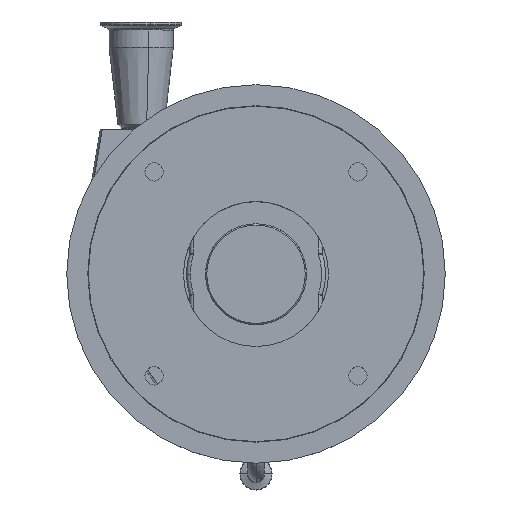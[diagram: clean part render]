
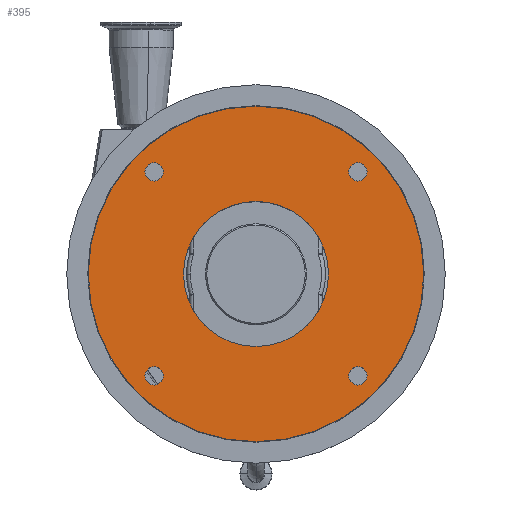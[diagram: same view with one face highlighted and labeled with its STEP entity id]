
A CAD part, top view. The second image highlights one B-rep face of the part: STEP entity #395.
In plain terms, the highlighted planar face has unit normal (0, 0, 1).
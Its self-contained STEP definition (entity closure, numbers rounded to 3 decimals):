
#4 = DIRECTION ( 'NONE',  ( 0., 0., 1. ) ) ;
#57 = AXIS2_PLACEMENT_3D ( 'NONE', #11848, #8791, #3600 ) ;
#110 = AXIS2_PLACEMENT_3D ( 'NONE', #12541, #9281, #7308 ) ;
#148 = ORIENTED_EDGE ( 'NONE', *, *, #7849, .F. ) ;
#211 = EDGE_LOOP ( 'NONE', ( #1397, #3250 ) ) ;
#328 = DIRECTION ( 'NONE',  ( 0., 0., 1. ) ) ;
#395 = ADVANCED_FACE ( 'NONE', ( #5103, #2965, #9262, #7152, #8515, #5360 ), #7427, .T. ) ;
#458 = AXIS2_PLACEMENT_3D ( 'NONE', #1302, #5474, #10589 ) ;
#504 = CIRCLE ( 'NONE', #12916, 7.25 ) ;
#787 = CIRCLE ( 'NONE', #3888, 7.25 ) ;
#830 = ORIENTED_EDGE ( 'NONE', *, *, #6308, .T. ) ;
#947 = AXIS2_PLACEMENT_3D ( 'NONE', #1301, #3497, #10721 ) ;
#962 = DIRECTION ( 'NONE',  ( 0., 0., 1. ) ) ;
#992 = DIRECTION ( 'NONE',  ( 0., 0., 1. ) ) ;
#1035 = CARTESIAN_POINT ( 'NONE',  ( -88.072, 80.822, -9. ) ) ;
#1037 = AXIS2_PLACEMENT_3D ( 'NONE', #4747, #8912, #11010 ) ;
#1118 = EDGE_LOOP ( 'NONE', ( #148, #10470 ) ) ;
#1301 = CARTESIAN_POINT ( 'NONE',  ( -80.822, -80.822, -9. ) ) ;
#1302 = CARTESIAN_POINT ( 'NONE',  ( 80.822, 80.822, -9. ) ) ;
#1397 = ORIENTED_EDGE ( 'NONE', *, *, #12974, .F. ) ;
#1449 = VERTEX_POINT ( 'NONE', #7348 ) ;
#1470 = EDGE_CURVE ( 'NONE', #1449, #10958, #787, .T. ) ;
#1498 = CARTESIAN_POINT ( 'NONE',  ( 80.822, 80.822, -9. ) ) ;
#1587 = EDGE_CURVE ( 'NONE', #8237, #5373, #4954, .T. ) ;
#1646 = DIRECTION ( 'NONE',  ( 1., 0., 0. ) ) ;
#2190 = CIRCLE ( 'NONE', #458, 7.25 ) ;
#2296 = EDGE_CURVE ( 'NONE', #10958, #1449, #6067, .T. ) ;
#2584 = ORIENTED_EDGE ( 'NONE', *, *, #8474, .F. ) ;
#2765 = AXIS2_PLACEMENT_3D ( 'NONE', #8381, #4, #3181 ) ;
#2864 = EDGE_LOOP ( 'NONE', ( #830, #11243 ) ) ;
#2965 = FACE_BOUND ( 'NONE', #9428, .T. ) ;
#3043 = CARTESIAN_POINT ( 'NONE',  ( -132.95, 0., -9. ) ) ;
#3074 = VERTEX_POINT ( 'NONE', #5126 ) ;
#3144 = EDGE_LOOP ( 'NONE', ( #7382, #8492 ) ) ;
#3181 = DIRECTION ( 'NONE',  ( 1., 0., 0. ) ) ;
#3250 = ORIENTED_EDGE ( 'NONE', *, *, #7586, .F. ) ;
#3286 = CARTESIAN_POINT ( 'NONE',  ( 73.572, 80.822, -9. ) ) ;
#3497 = DIRECTION ( 'NONE',  ( 0., 0., 1. ) ) ;
#3522 = ORIENTED_EDGE ( 'NONE', *, *, #2296, .F. ) ;
#3600 = DIRECTION ( 'NONE',  ( 1., 0., 0. ) ) ;
#3670 = CARTESIAN_POINT ( 'NONE',  ( 57.5, 0., -9. ) ) ;
#3846 = CARTESIAN_POINT ( 'NONE',  ( -80.822, -80.822, -9. ) ) ;
#3888 = AXIS2_PLACEMENT_3D ( 'NONE', #12313, #992, #5296 ) ;
#3946 = VERTEX_POINT ( 'NONE', #9654 ) ;
#4069 = EDGE_CURVE ( 'NONE', #6394, #8441, #8288, .T. ) ;
#4146 = AXIS2_PLACEMENT_3D ( 'NONE', #5194, #962, #1646 ) ;
#4201 = VERTEX_POINT ( 'NONE', #3286 ) ;
#4747 = CARTESIAN_POINT ( 'NONE',  ( -80.822, 80.822, -9. ) ) ;
#4954 = CIRCLE ( 'NONE', #8658, 132.95 ) ;
#5090 = CIRCLE ( 'NONE', #7060, 7.25 ) ;
#5103 = FACE_OUTER_BOUND ( 'NONE', #2864, .T. ) ;
#5126 = CARTESIAN_POINT ( 'NONE',  ( -88.072, -80.822, -9. ) ) ;
#5194 = CARTESIAN_POINT ( 'NONE',  ( 0., 0., -9. ) ) ;
#5296 = DIRECTION ( 'NONE',  ( 1., 0., 0. ) ) ;
#5321 = CARTESIAN_POINT ( 'NONE',  ( 80.822, -80.822, -9. ) ) ;
#5360 = FACE_BOUND ( 'NONE', #8788, .T. ) ;
#5373 = VERTEX_POINT ( 'NONE', #8945 ) ;
#5474 = DIRECTION ( 'NONE',  ( 0., 0., 1. ) ) ;
#5606 = DIRECTION ( 'NONE',  ( 1., 0., 0. ) ) ;
#5680 = AXIS2_PLACEMENT_3D ( 'NONE', #3846, #8146, #13041 ) ;
#5876 = DIRECTION ( 'NONE',  ( 0., 0., 1. ) ) ;
#6067 = CIRCLE ( 'NONE', #1037, 7.25 ) ;
#6145 = VERTEX_POINT ( 'NONE', #8176 ) ;
#6308 = EDGE_CURVE ( 'NONE', #5373, #8237, #7683, .T. ) ;
#6394 = VERTEX_POINT ( 'NONE', #3670 ) ;
#6878 = AXIS2_PLACEMENT_3D ( 'NONE', #10617, #328, #11497 ) ;
#6977 = CARTESIAN_POINT ( 'NONE',  ( 0., 0., -9. ) ) ;
#7060 = AXIS2_PLACEMENT_3D ( 'NONE', #5321, #7643, #12748 ) ;
#7152 = FACE_BOUND ( 'NONE', #1118, .T. ) ;
#7308 = DIRECTION ( 'NONE',  ( 1., 0., 0. ) ) ;
#7348 = CARTESIAN_POINT ( 'NONE',  ( -73.572, 80.822, -9. ) ) ;
#7382 = ORIENTED_EDGE ( 'NONE', *, *, #7638, .F. ) ;
#7427 = PLANE ( 'NONE',  #2765 ) ;
#7482 = CIRCLE ( 'NONE', #947, 7.25 ) ;
#7586 = EDGE_CURVE ( 'NONE', #4201, #6145, #504, .T. ) ;
#7638 = EDGE_CURVE ( 'NONE', #10781, #3074, #7482, .T. ) ;
#7643 = DIRECTION ( 'NONE',  ( 0., 0., 1. ) ) ;
#7683 = CIRCLE ( 'NONE', #57, 132.95 ) ;
#7849 = EDGE_CURVE ( 'NONE', #3946, #9790, #12929, .T. ) ;
#7909 = EDGE_CURVE ( 'NONE', #9790, #3946, #5090, .T. ) ;
#8070 = ORIENTED_EDGE ( 'NONE', *, *, #1470, .F. ) ;
#8146 = DIRECTION ( 'NONE',  ( 0., 0., 1. ) ) ;
#8176 = CARTESIAN_POINT ( 'NONE',  ( 88.072, 80.822, -9. ) ) ;
#8237 = VERTEX_POINT ( 'NONE', #3043 ) ;
#8288 = CIRCLE ( 'NONE', #4146, 57.5 ) ;
#8381 = CARTESIAN_POINT ( 'NONE',  ( 0., 0., -9. ) ) ;
#8441 = VERTEX_POINT ( 'NONE', #11638 ) ;
#8474 = EDGE_CURVE ( 'NONE', #8441, #6394, #10361, .T. ) ;
#8478 = DIRECTION ( 'NONE',  ( 0., 0., 1. ) ) ;
#8492 = ORIENTED_EDGE ( 'NONE', *, *, #10732, .F. ) ;
#8515 = FACE_BOUND ( 'NONE', #211, .T. ) ;
#8658 = AXIS2_PLACEMENT_3D ( 'NONE', #6977, #5876, #11126 ) ;
#8788 = EDGE_LOOP ( 'NONE', ( #13331, #2584 ) ) ;
#8791 = DIRECTION ( 'NONE',  ( 0., 0., 1. ) ) ;
#8912 = DIRECTION ( 'NONE',  ( 0., 0., 1. ) ) ;
#8945 = CARTESIAN_POINT ( 'NONE',  ( 132.95, 0., -9. ) ) ;
#8976 = CARTESIAN_POINT ( 'NONE',  ( -73.572, -80.822, -9. ) ) ;
#9262 = FACE_BOUND ( 'NONE', #3144, .T. ) ;
#9281 = DIRECTION ( 'NONE',  ( 0., 0., 1. ) ) ;
#9428 = EDGE_LOOP ( 'NONE', ( #8070, #3522 ) ) ;
#9654 = CARTESIAN_POINT ( 'NONE',  ( 88.072, -80.822, -9. ) ) ;
#9790 = VERTEX_POINT ( 'NONE', #12652 ) ;
#10361 = CIRCLE ( 'NONE', #6878, 57.5 ) ;
#10470 = ORIENTED_EDGE ( 'NONE', *, *, #7909, .F. ) ;
#10589 = DIRECTION ( 'NONE',  ( 1., 0., 0. ) ) ;
#10617 = CARTESIAN_POINT ( 'NONE',  ( 0., 0., -9. ) ) ;
#10721 = DIRECTION ( 'NONE',  ( 1., 0., 0. ) ) ;
#10732 = EDGE_CURVE ( 'NONE', #3074, #10781, #11989, .T. ) ;
#10781 = VERTEX_POINT ( 'NONE', #8976 ) ;
#10958 = VERTEX_POINT ( 'NONE', #1035 ) ;
#11010 = DIRECTION ( 'NONE',  ( 1., 0., 0. ) ) ;
#11126 = DIRECTION ( 'NONE',  ( 1., 0., 0. ) ) ;
#11243 = ORIENTED_EDGE ( 'NONE', *, *, #1587, .T. ) ;
#11497 = DIRECTION ( 'NONE',  ( 1., 0., 0. ) ) ;
#11638 = CARTESIAN_POINT ( 'NONE',  ( -57.5, 0., -9. ) ) ;
#11848 = CARTESIAN_POINT ( 'NONE',  ( 0., 0., -9. ) ) ;
#11989 = CIRCLE ( 'NONE', #5680, 7.25 ) ;
#12313 = CARTESIAN_POINT ( 'NONE',  ( -80.822, 80.822, -9. ) ) ;
#12541 = CARTESIAN_POINT ( 'NONE',  ( 80.822, -80.822, -9. ) ) ;
#12652 = CARTESIAN_POINT ( 'NONE',  ( 73.572, -80.822, -9. ) ) ;
#12748 = DIRECTION ( 'NONE',  ( 1., 0., 0. ) ) ;
#12916 = AXIS2_PLACEMENT_3D ( 'NONE', #1498, #8478, #5606 ) ;
#12929 = CIRCLE ( 'NONE', #110, 7.25 ) ;
#12974 = EDGE_CURVE ( 'NONE', #6145, #4201, #2190, .T. ) ;
#13041 = DIRECTION ( 'NONE',  ( 1., 0., 0. ) ) ;
#13331 = ORIENTED_EDGE ( 'NONE', *, *, #4069, .F. ) ;
